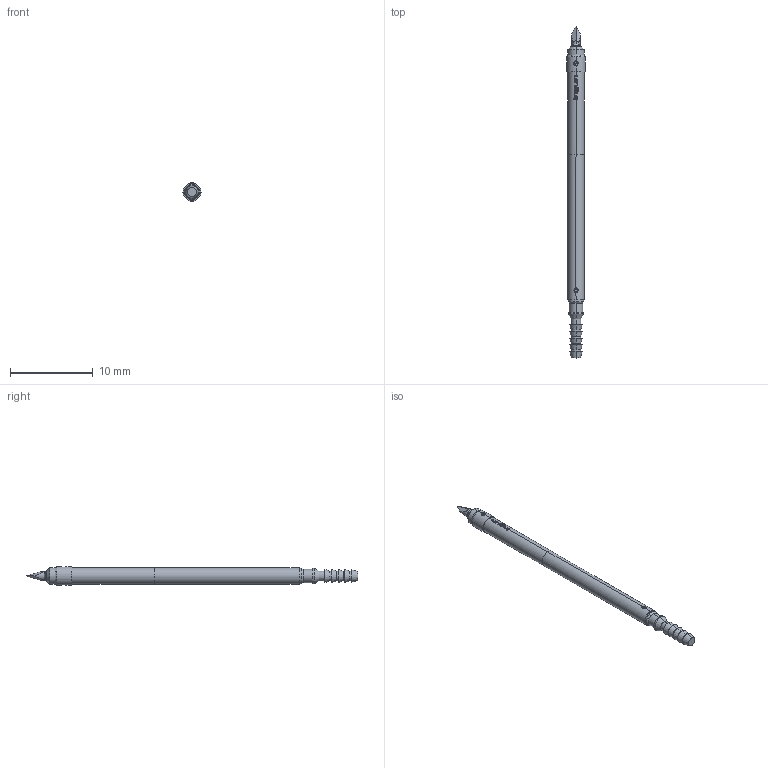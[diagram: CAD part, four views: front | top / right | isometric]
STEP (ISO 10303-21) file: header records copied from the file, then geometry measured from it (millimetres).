
FILE_DESCRIPTION (( 'STEP AP203' ), '1' );
FILE_NAME ('INGUN_PKS-200_291_100_A_xx02_A.STEP', '2022-03-04T07:53:27', ( 'ochi' ), ( '' ), 'SwSTEP 2.0', 'SolidWorks 2018', '' );
FILE_SCHEMA (( 'CONFIG_CONTROL_DESIGN' ));
Length unit declared in the file: millimetre
Products named in the file (1): INGUN_PKS-200_291_100_A_xx02_A
Bounding box: 2.2 x 40 x 2.2 mm (x, y, z)
Volume: 108.2 mm3; surface area: 238.5 mm2
Topology: 1 solids, 1 shells, 178 faces, 459 edges, 295 vertices
Faces by surface type: plane 58, bspline 50, cylinder 50, cone 20
Entity records: 6760 total; most frequent: CARTESIAN_POINT 2675, ORIENTED_EDGE 918, DIRECTION 729, EDGE_CURVE 459, AXIS2_PLACEMENT_3D 297, VERTEX_POINT 295, EDGE_LOOP 190, FACE_OUTER_BOUND 178
